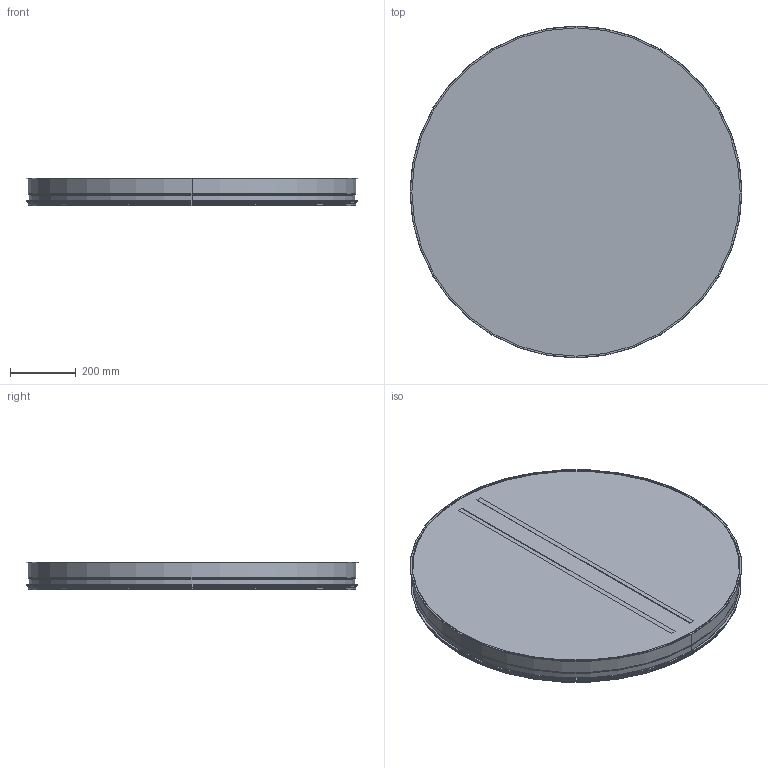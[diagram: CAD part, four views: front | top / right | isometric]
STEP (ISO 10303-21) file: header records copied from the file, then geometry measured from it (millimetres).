
FILE_DESCRIPTION((''),'2;1');
FILE_NAME('HÄL_StoraDimensioner-1000.stp','2014-02-21T11:14:03',(''),(''),'Autodesk Inventor 2013','Autodesk Inventor 2013','');
FILE_SCHEMA(('AUTOMOTIVE_DESIGN { 1 2 10303 214 0 1 1 1 }'));
Length unit declared in the file: millimetre
Products named in the file (6): HÄL_StoraDimensioner-1000; 116058; StosMedFals-1000; StosMedFalsRörämne-1000; 999013; Stödprofil-920
Assembly tree (5 placements, depth 3):
  HÄL_StoraDimensioner-1000
    116058
    StosMedFals-1000
      StosMedFalsRörämne-1000
      999013
    Stödprofil-920
Bounding box: 1013.1 x 1013.1 x 85 mm (x, y, z)
Volume: 772488.8 mm3; surface area: 2652261.5 mm2
Topology: 4 solids, 4 shells, 106 faces, 204 edges, 109 vertices
Faces by surface type: plane 62, cylinder 20, torus 18, cone 6
Full cylindrical faces by diameter (mm): 992.8 x1, 993.8 x1, 995 x1, 997.6 x5, 998.6 x2, 1001.6 x1, 1004 x1, 1009 x1, 1011 x1
Entity records: 2832 total; most frequent: DIRECTION 508, CARTESIAN_POINT 415, ORIENTED_EDGE 378, AXIS2_PLACEMENT_3D 202, EDGE_CURVE 189, EDGE_LOOP 126, STYLED_ITEM 110, VERTEX_POINT 109
